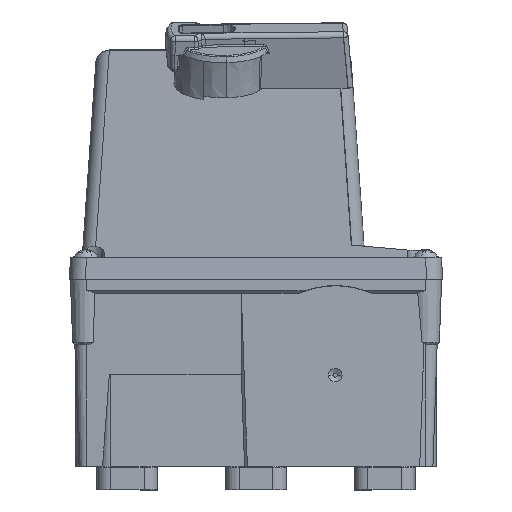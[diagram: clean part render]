
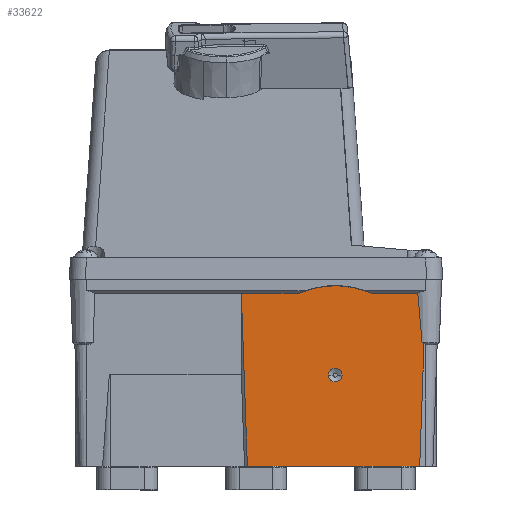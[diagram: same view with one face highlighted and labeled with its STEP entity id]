
A CAD part, front view. The second image highlights one B-rep face of the part: STEP entity #33622.
In plain terms, the highlighted planar face has unit normal (0, -1, 0).
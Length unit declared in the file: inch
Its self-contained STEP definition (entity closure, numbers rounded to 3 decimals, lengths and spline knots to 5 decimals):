
#2308 = CARTESIAN_POINT ( 'NONE',  ( -0.27081, -5.79693, 3.63023 ) ) ;
#4636 = ORIENTED_EDGE ( 'NONE', *, *, #9579, .F. ) ;
#4915 = LINE ( 'NONE', #53065, #31590 ) ;
#6032 = ORIENTED_EDGE ( 'NONE', *, *, #55238, .F. ) ;
#7076 = ORIENTED_EDGE ( 'NONE', *, *, #66391, .F. ) ;
#7091 = CARTESIAN_POINT ( 'NONE',  ( 3.09963, -5.79693, 2.71298 ) ) ;
#7462 = CARTESIAN_POINT ( 'NONE',  ( 3.06436, -5.79693, 2.72 ) ) ;
#7615 = DIRECTION ( 'NONE',  ( -0.035, 0., 0.999 ) ) ;
#8354 = CARTESIAN_POINT ( 'NONE',  ( 3.0059, -5.79693, 3.32636 ) ) ;
#8380 = DIRECTION ( 'NONE',  ( -0.035, 0., -0.999 ) ) ;
#9579 = EDGE_CURVE ( 'NONE', #25754, #51120, #4915, .T. ) ;
#11071 = AXIS2_PLACEMENT_3D ( 'NONE', #17045, #50713, #76959 ) ;
#11231 = EDGE_CURVE ( 'NONE', #63856, #23503, #12337, .T. ) ;
#12337 = B_SPLINE_CURVE_WITH_KNOTS ( 'NONE', 3,
 ( #27304, #26158, #8354, #21358, #39520, #50199, #38750, #44293 ),
 .UNSPECIFIED., .F., .F.,
 ( 4, 2, 2, 4 ),
 ( 0., 0.01161, 0.01741, 0.02321 ),
 .UNSPECIFIED. ) ;
#15709 = FACE_OUTER_BOUND ( 'NONE', #69945, .T. ) ;
#15787 = ORIENTED_EDGE ( 'NONE', *, *, #43536, .F. ) ;
#16236 = CARTESIAN_POINT ( 'NONE',  ( 3.02025, -5.79693, 0.44 ) ) ;
#17045 = CARTESIAN_POINT ( 'NONE',  ( 1.46295, -5.79693, 2.12 ) ) ;
#17329 = CARTESIAN_POINT ( 'NONE',  ( 1.33795, -5.79693, 2.12002 ) ) ;
#17667 = CARTESIAN_POINT ( 'NONE',  ( 3.06436, -5.79693, 2.72 ) ) ;
#19112 = LINE ( 'NONE', #74656, #35368 ) ;
#19871 = CIRCLE ( 'NONE', #11071, 0.125 ) ;
#21096 = ORIENTED_EDGE ( 'NONE', *, *, #60385, .F. ) ;
#21358 = CARTESIAN_POINT ( 'NONE',  ( 3.02478, -5.79693, 3.09868 ) ) ;
#22411 = DIRECTION ( 'NONE',  ( -1., 0., 0. ) ) ;
#23503 = VERTEX_POINT ( 'NONE', #17667 ) ;
#24629 = EDGE_CURVE ( 'NONE', #51120, #59279, #27232, .T. ) ;
#25754 = VERTEX_POINT ( 'NONE', #2308 ) ;
#26158 = CARTESIAN_POINT ( 'NONE',  ( 2.99492, -5.79693, 3.47826 ) ) ;
#26550 = AXIS2_PLACEMENT_3D ( 'NONE', #36000, #68685, #50556 ) ;
#27232 = CIRCLE ( 'NONE', #58674, 1.65 ) ;
#27304 = CARTESIAN_POINT ( 'NONE',  ( 2.98465, -5.79693, 3.63023 ) ) ;
#29117 = CARTESIAN_POINT ( 'NONE',  ( 1.46295, -5.79693, 2.12 ) ) ;
#30750 = CARTESIAN_POINT ( 'NONE',  ( 2.12757, -5.79693, 3.63023 ) ) ;
#31552 = CARTESIAN_POINT ( 'NONE',  ( 3.08771, -5.79693, 2.71453 ) ) ;
#31590 = VECTOR ( 'NONE', #40467, 39.37008 ) ;
#32068 = CARTESIAN_POINT ( 'NONE',  ( 3.09963, -5.79693, 2.71298 ) ) ;
#32182 = VERTEX_POINT ( 'NONE', #48464 ) ;
#32190 = CARTESIAN_POINT ( 'NONE',  ( 3.09963, -5.79693, 2.71298 ) ) ;
#33622 = ADVANCED_FACE ( 'NONE', ( #15709, #76797 ), #40959, .F. ) ;
#33760 = CARTESIAN_POINT ( 'NONE',  ( 0.79834, -5.79693, 3.63023 ) ) ;
#35368 = VECTOR ( 'NONE', #7615, 39.37008 ) ;
#36000 = CARTESIAN_POINT ( 'NONE',  ( 1.46295, -5.79693, 2.12 ) ) ;
#36020 = VERTEX_POINT ( 'NONE', #32190 ) ;
#37145 = CARTESIAN_POINT ( 'NONE',  ( 2.98465, -5.79693, 3.63023 ) ) ;
#37214 = LINE ( 'NONE', #32068, #58736 ) ;
#38451 = EDGE_LOOP ( 'NONE', ( #21096, #6032 ) ) ;
#38750 = CARTESIAN_POINT ( 'NONE',  ( 3.05445, -5.79693, 2.79553 ) ) ;
#39483 = DIRECTION ( 'NONE',  ( -1., 0., 0. ) ) ;
#39520 = CARTESIAN_POINT ( 'NONE',  ( 3.03148, -5.79693, 3.02281 ) ) ;
#39569 = VECTOR ( 'NONE', #39483, 39.37008 ) ;
#40467 = DIRECTION ( 'NONE',  ( 1., 0., 0. ) ) ;
#40790 = EDGE_CURVE ( 'NONE', #23503, #36020, #64269, .T. ) ;
#40959 = PLANE ( 'NONE',  #54717 ) ;
#43536 = EDGE_CURVE ( 'NONE', #65673, #32182, #50546, .T. ) ;
#44293 = CARTESIAN_POINT ( 'NONE',  ( 3.06436, -5.79693, 2.72 ) ) ;
#46048 = ORIENTED_EDGE ( 'NONE', *, *, #53588, .F. ) ;
#46472 = CARTESIAN_POINT ( 'NONE',  ( 3.66023, -5.79693, 3.63023 ) ) ;
#48066 = VERTEX_POINT ( 'NONE', #76243 ) ;
#48464 = CARTESIAN_POINT ( 'NONE',  ( -0.15941, -5.79693, 0.44 ) ) ;
#48554 = ORIENTED_EDGE ( 'NONE', *, *, #11231, .F. ) ;
#49228 = CIRCLE ( 'NONE', #26550, 0.125 ) ;
#50199 = CARTESIAN_POINT ( 'NONE',  ( 3.04636, -5.79693, 2.87124 ) ) ;
#50546 = LINE ( 'NONE', #63526, #39569 ) ;
#50556 = DIRECTION ( 'NONE',  ( -1., 0., 0. ) ) ;
#50713 = DIRECTION ( 'NONE',  ( 0., -1., 0. ) ) ;
#51120 = VERTEX_POINT ( 'NONE', #33760 ) ;
#53065 = CARTESIAN_POINT ( 'NONE',  ( -0.27081, -5.79693, 3.63023 ) ) ;
#53588 = EDGE_CURVE ( 'NONE', #32182, #25754, #19112, .T. ) ;
#54717 = AXIS2_PLACEMENT_3D ( 'NONE', #46472, #63832, #58289 ) ;
#55238 = EDGE_CURVE ( 'NONE', #48066, #57483, #49228, .T. ) ;
#57483 = VERTEX_POINT ( 'NONE', #17329 ) ;
#58289 = DIRECTION ( 'NONE',  ( -1., 0., 0. ) ) ;
#58674 = AXIS2_PLACEMENT_3D ( 'NONE', #29117, #66156, #22411 ) ;
#58736 = VECTOR ( 'NONE', #8380, 39.37008 ) ;
#59279 = VERTEX_POINT ( 'NONE', #67960 ) ;
#59694 = ORIENTED_EDGE ( 'NONE', *, *, #24629, .F. ) ;
#60385 = EDGE_CURVE ( 'NONE', #57483, #48066, #19871, .T. ) ;
#61151 = CARTESIAN_POINT ( 'NONE',  ( 3.07597, -5.79693, 2.71691 ) ) ;
#61501 = LINE ( 'NONE', #30750, #63797 ) ;
#63526 = CARTESIAN_POINT ( 'NONE',  ( 2.905, -5.79693, 0.44 ) ) ;
#63797 = VECTOR ( 'NONE', #67423, 39.37008 ) ;
#63832 = DIRECTION ( 'NONE',  ( 0., 1., 0. ) ) ;
#63856 = VERTEX_POINT ( 'NONE', #37145 ) ;
#64160 = EDGE_CURVE ( 'NONE', #59279, #63856, #61501, .T. ) ;
#64269 = B_SPLINE_CURVE_WITH_KNOTS ( 'NONE', 3,
 ( #7462, #61151, #31552, #7091 ),
 .UNSPECIFIED., .F., .F.,
 ( 4, 4 ),
 ( 0., 0.00091 ),
 .UNSPECIFIED. ) ;
#65673 = VERTEX_POINT ( 'NONE', #16236 ) ;
#66156 = DIRECTION ( 'NONE',  ( 0., 1., 0. ) ) ;
#66391 = EDGE_CURVE ( 'NONE', #36020, #65673, #37214, .T. ) ;
#67423 = DIRECTION ( 'NONE',  ( 1., 0., 0. ) ) ;
#67960 = CARTESIAN_POINT ( 'NONE',  ( 2.12757, -5.79693, 3.63023 ) ) ;
#68685 = DIRECTION ( 'NONE',  ( 0., -1., 0. ) ) ;
#68774 = ORIENTED_EDGE ( 'NONE', *, *, #64160, .F. ) ;
#69945 = EDGE_LOOP ( 'NONE', ( #48554, #68774, #59694, #4636, #46048, #15787, #7076, #75236 ) ) ;
#74656 = CARTESIAN_POINT ( 'NONE',  ( -0.15941, -5.79693, 0.44 ) ) ;
#75236 = ORIENTED_EDGE ( 'NONE', *, *, #40790, .F. ) ;
#76243 = CARTESIAN_POINT ( 'NONE',  ( 1.58795, -5.79693, 2.11998 ) ) ;
#76797 = FACE_BOUND ( 'NONE', #38451, .T. ) ;
#76959 = DIRECTION ( 'NONE',  ( -1., 0., 0. ) ) ;
